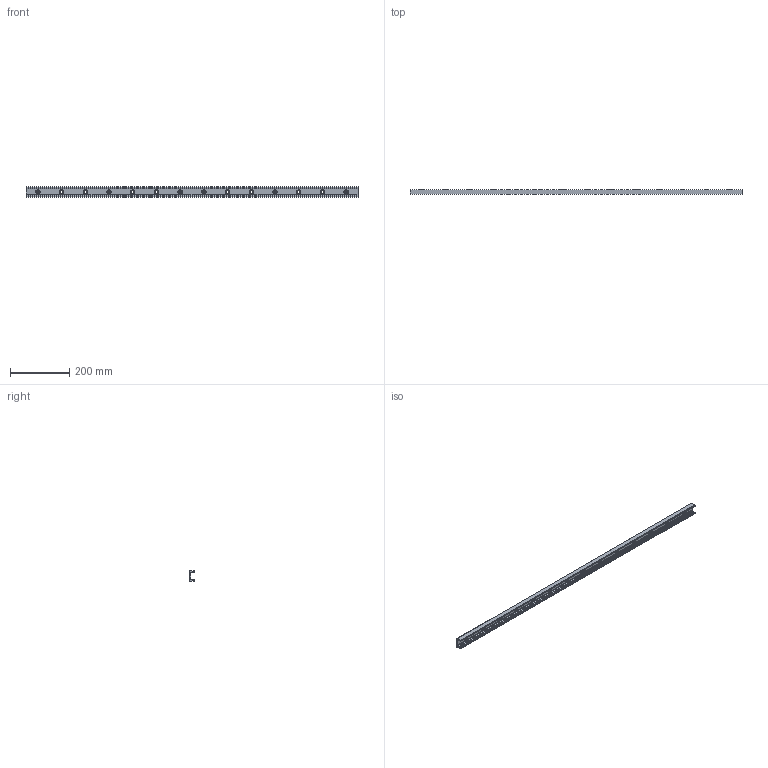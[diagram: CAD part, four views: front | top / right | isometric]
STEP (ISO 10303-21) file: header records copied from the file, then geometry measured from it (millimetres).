
FILE_DESCRIPTION((''),'2;1');
FILE_NAME('LCX 35-1120.C.stp','2016-04-28T08:51:19',('MRathmann'),(''),'Autodesk Inventor 2012','Autodesk Inventor 2012','');
FILE_SCHEMA(('CONFIG_CONTROL_DESIGN'));
Length unit declared in the file: millimetre
Products named in the file (1): LCX 35-1120.C
Bounding box: 1120 x 16.5 x 35 mm (x, y, z)
Volume: 241400.4 mm3; surface area: 144065.4 mm2
Topology: 1 solids, 1 shells, 70 faces, 218 edges, 150 vertices
Faces by surface type: cylinder 41, plane 29
Full cylindrical faces by diameter (mm): 8 x14, 15 x14
Entity records: 2544 total; most frequent: CARTESIAN_POINT 761, DIRECTION 372, ORIENTED_EDGE 324, EDGE_CURVE 162, AXIS2_PLACEMENT_3D 153, EDGE_LOOP 126, VERTEX_POINT 122, CIRCLE 82
